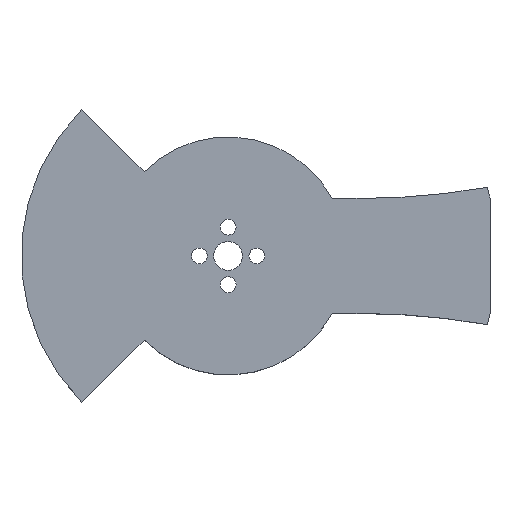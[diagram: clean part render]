
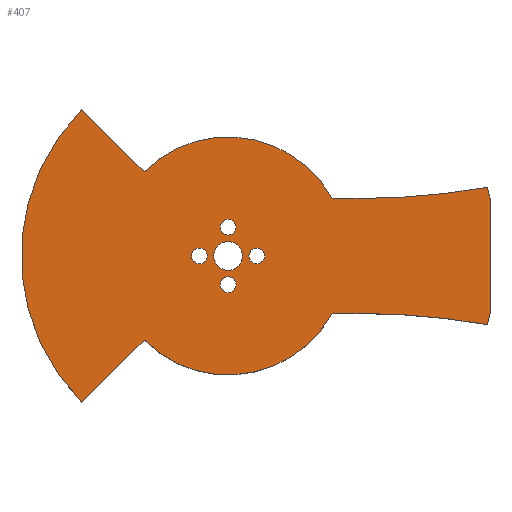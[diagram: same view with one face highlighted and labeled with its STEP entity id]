
A CAD part, top view. The second image highlights one B-rep face of the part: STEP entity #407.
In plain terms, the highlighted planar face has unit normal (0, 0, 1).
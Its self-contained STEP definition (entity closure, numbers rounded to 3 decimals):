
#24=FACE_BOUND('',#84,.T.);
#25=FACE_BOUND('',#85,.T.);
#26=FACE_BOUND('',#86,.T.);
#27=FACE_BOUND('',#87,.T.);
#28=FACE_BOUND('',#88,.T.);
#40=PLANE('',#469);
#61=FACE_OUTER_BOUND('',#83,.T.);
#83=EDGE_LOOP('',(#352,#353,#354,#355,#356,#357,#358,#359,#360,#361,#362,
#363));
#84=EDGE_LOOP('',(#364));
#85=EDGE_LOOP('',(#365));
#86=EDGE_LOOP('',(#366));
#87=EDGE_LOOP('',(#367));
#88=EDGE_LOOP('',(#368));
#98=LINE('',#622,#126);
#101=LINE('',#629,#129);
#107=LINE('',#648,#135);
#113=LINE('',#672,#141);
#115=LINE('',#675,#143);
#126=VECTOR('',#494,10.);
#129=VECTOR('',#499,10.);
#135=VECTOR('',#519,10.);
#141=VECTOR('',#545,10.);
#143=VECTOR('',#549,10.);
#151=CIRCLE('',#425,56.);
#153=CIRCLE('',#428,154.234);
#155=CIRCLE('',#433,154.234);
#157=CIRCLE('',#436,56.);
#160=CIRCLE('',#441,24.85);
#161=CIRCLE('',#443,24.85);
#163=CIRCLE('',#446,43.223);
#167=CIRCLE('',#455,3.);
#169=CIRCLE('',#458,1.65);
#171=CIRCLE('',#461,1.65);
#173=CIRCLE('',#464,1.65);
#175=CIRCLE('',#467,1.65);
#177=VERTEX_POINT('',#606);
#178=VERTEX_POINT('',#607);
#181=VERTEX_POINT('',#615);
#183=VERTEX_POINT('',#621);
#185=VERTEX_POINT('',#627);
#186=VERTEX_POINT('',#628);
#189=VERTEX_POINT('',#636);
#191=VERTEX_POINT('',#642);
#194=VERTEX_POINT('',#653);
#195=VERTEX_POINT('',#657);
#197=VERTEX_POINT('',#663);
#198=VERTEX_POINT('',#664);
#203=VERTEX_POINT('',#685);
#205=VERTEX_POINT('',#691);
#207=VERTEX_POINT('',#697);
#209=VERTEX_POINT('',#703);
#211=VERTEX_POINT('',#709);
#213=EDGE_CURVE('',#177,#178,#151,.T.);
#217=EDGE_CURVE('',#181,#178,#153,.T.);
#220=EDGE_CURVE('',#181,#183,#98,.T.);
#223=EDGE_CURVE('',#185,#186,#101,.T.);
#227=EDGE_CURVE('',#189,#185,#155,.T.);
#230=EDGE_CURVE('',#189,#191,#157,.T.);
#233=EDGE_CURVE('',#191,#177,#107,.T.);
#237=EDGE_CURVE('',#183,#194,#160,.T.);
#238=EDGE_CURVE('',#195,#186,#161,.T.);
#241=EDGE_CURVE('',#197,#198,#163,.T.);
#245=EDGE_CURVE('',#198,#195,#113,.T.);
#247=EDGE_CURVE('',#197,#194,#115,.T.);
#252=EDGE_CURVE('',#203,#203,#167,.T.);
#255=EDGE_CURVE('',#205,#205,#169,.T.);
#258=EDGE_CURVE('',#207,#207,#171,.T.);
#261=EDGE_CURVE('',#209,#209,#173,.T.);
#264=EDGE_CURVE('',#211,#211,#175,.T.);
#352=ORIENTED_EDGE('',*,*,#238,.T.);
#353=ORIENTED_EDGE('',*,*,#223,.F.);
#354=ORIENTED_EDGE('',*,*,#227,.F.);
#355=ORIENTED_EDGE('',*,*,#230,.T.);
#356=ORIENTED_EDGE('',*,*,#233,.T.);
#357=ORIENTED_EDGE('',*,*,#213,.T.);
#358=ORIENTED_EDGE('',*,*,#217,.F.);
#359=ORIENTED_EDGE('',*,*,#220,.T.);
#360=ORIENTED_EDGE('',*,*,#237,.T.);
#361=ORIENTED_EDGE('',*,*,#247,.F.);
#362=ORIENTED_EDGE('',*,*,#241,.T.);
#363=ORIENTED_EDGE('',*,*,#245,.T.);
#364=ORIENTED_EDGE('',*,*,#264,.T.);
#365=ORIENTED_EDGE('',*,*,#261,.T.);
#366=ORIENTED_EDGE('',*,*,#258,.T.);
#367=ORIENTED_EDGE('',*,*,#255,.T.);
#368=ORIENTED_EDGE('',*,*,#252,.T.);
#407=ADVANCED_FACE('',(#61,#24,#25,#26,#27,#28),#40,.T.);
#425=AXIS2_PLACEMENT_3D('',#608,#479,#480);
#428=AXIS2_PLACEMENT_3D('',#616,#487,#488);
#433=AXIS2_PLACEMENT_3D('',#637,#505,#506);
#436=AXIS2_PLACEMENT_3D('',#643,#512,#513);
#441=AXIS2_PLACEMENT_3D('',#655,#526,#527);
#443=AXIS2_PLACEMENT_3D('',#658,#530,#531);
#446=AXIS2_PLACEMENT_3D('',#665,#537,#538);
#455=AXIS2_PLACEMENT_3D('',#686,#562,#563);
#458=AXIS2_PLACEMENT_3D('',#692,#569,#570);
#461=AXIS2_PLACEMENT_3D('',#698,#576,#577);
#464=AXIS2_PLACEMENT_3D('',#704,#583,#584);
#467=AXIS2_PLACEMENT_3D('',#710,#590,#591);
#469=AXIS2_PLACEMENT_3D('',#714,#595,#596);
#479=DIRECTION('center_axis',(0.,0.,
1.));
#480=DIRECTION('ref_axis',(0.977,0.214,0.));
#487=DIRECTION('center_axis',(0.,0.,
1.));
#488=DIRECTION('ref_axis',(0.,-1.,0.));
#494=DIRECTION('',(-1.,0.,0.));
#499=DIRECTION('',(-1.,0.,0.));
#505=DIRECTION('center_axis',(0.,0.,
1.));
#506=DIRECTION('ref_axis',(0.174,0.985,0.));
#512=DIRECTION('center_axis',(0.,0.,
1.));
#513=DIRECTION('ref_axis',(0.967,-0.256,0.));
#519=DIRECTION('',(0.,1.,0.));
#526=DIRECTION('center_axis',(0.,0.,
1.));
#527=DIRECTION('ref_axis',(-1.,0.,0.));
#530=DIRECTION('center_axis',(0.,0.,
1.));
#531=DIRECTION('ref_axis',(-1.,0.,0.));
#537=DIRECTION('center_axis',(0.,0.,
1.));
#538=DIRECTION('ref_axis',(-0.707,0.707,0.));
#545=DIRECTION('',(0.707,0.707,0.));
#549=DIRECTION('',(0.707,-0.707,0.));
#562=DIRECTION('center_axis',(0.,0.,
-1.));
#563=DIRECTION('ref_axis',(-1.,0.,0.));
#569=DIRECTION('center_axis',(0.,0.,
-1.));
#570=DIRECTION('ref_axis',(-1.,0.,0.));
#576=DIRECTION('center_axis',(0.,0.,
-1.));
#577=DIRECTION('ref_axis',(-1.,0.,0.));
#583=DIRECTION('center_axis',(0.,0.,
-1.));
#584=DIRECTION('ref_axis',(-1.,0.,0.));
#590=DIRECTION('center_axis',(0.,0.,
-1.));
#591=DIRECTION('ref_axis',(-1.,0.,0.));
#595=DIRECTION('center_axis',(0.,0.,
1.));
#596=DIRECTION('ref_axis',(-1.,0.,0.));
#606=CARTESIAN_POINT('',(54.699,88.,27.98));
#607=CARTESIAN_POINT('',(54.132,90.343,27.98));
#608=CARTESIAN_POINT('Origin',(0.,76.,27.98));
#615=CARTESIAN_POINT('',(27.35,88.,27.98));
#616=CARTESIAN_POINT('Origin',(27.35,242.234,27.98));
#621=CARTESIAN_POINT('',(21.761,88.,27.98));
#622=CARTESIAN_POINT('',(54.699,88.,27.98));
#627=CARTESIAN_POINT('',(27.35,64.,27.98));
#628=CARTESIAN_POINT('',(21.761,64.,27.98));
#629=CARTESIAN_POINT('',(54.699,64.,27.98));
#636=CARTESIAN_POINT('',(54.132,61.657,27.98));
#637=CARTESIAN_POINT('Origin',(27.35,-90.234,27.98));
#642=CARTESIAN_POINT('',(54.699,64.,27.98));
#643=CARTESIAN_POINT('Origin',(0.,76.,27.98));
#648=CARTESIAN_POINT('',(54.699,76.,27.98));
#653=CARTESIAN_POINT('',(-17.572,93.572,27.98));
#655=CARTESIAN_POINT('Origin',(0.,76.,27.98));
#657=CARTESIAN_POINT('',(-17.572,58.428,27.98));
#658=CARTESIAN_POINT('Origin',(0.,76.,27.98));
#663=CARTESIAN_POINT('',(-30.563,106.563,27.98));
#664=CARTESIAN_POINT('',(-30.563,45.437,27.98));
#665=CARTESIAN_POINT('Origin',(0.,76.,27.98));
#672=CARTESIAN_POINT('',(-30.563,45.437,27.98));
#675=CARTESIAN_POINT('',(-30.563,106.563,27.98));
#685=CARTESIAN_POINT('',(3.,76.,27.98));
#686=CARTESIAN_POINT('Origin',(0.,76.,27.98));
#691=CARTESIAN_POINT('',(1.65,82.,27.98));
#692=CARTESIAN_POINT('Origin',(0.,82.,27.98));
#697=CARTESIAN_POINT('',(7.65,76.,27.98));
#698=CARTESIAN_POINT('Origin',(6.,76.,27.98));
#703=CARTESIAN_POINT('',(1.65,70.,27.98));
#704=CARTESIAN_POINT('Origin',(0.,70.,27.98));
#709=CARTESIAN_POINT('',(-4.35,76.,27.98));
#710=CARTESIAN_POINT('Origin',(-6.,76.,27.98));
#714=CARTESIAN_POINT('Origin',(0.,76.,27.98));
